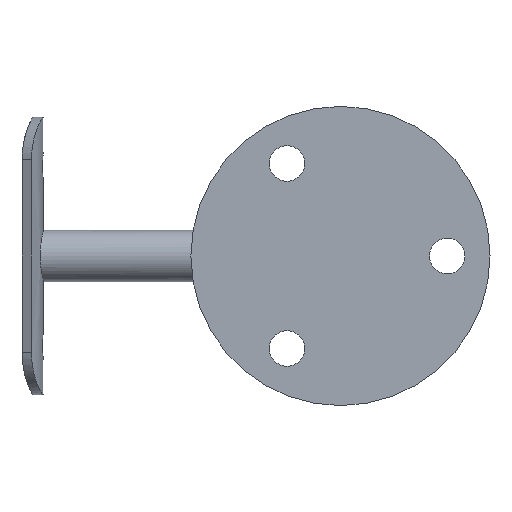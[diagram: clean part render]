
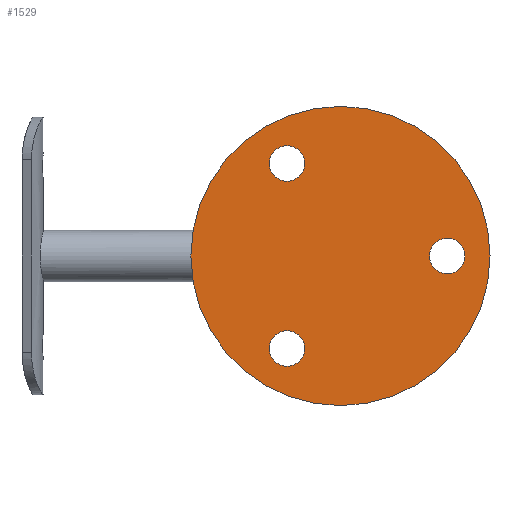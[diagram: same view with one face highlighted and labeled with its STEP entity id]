
A CAD part, left-side view. The second image highlights one B-rep face of the part: STEP entity #1529.
In plain terms, the highlighted planar face has unit normal (-1, 0, 0).
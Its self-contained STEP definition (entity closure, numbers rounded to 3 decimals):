
#26 = DIRECTION ( 'NONE',  ( 0., 0., -1. ) ) ;
#68 = DIRECTION ( 'NONE',  ( 1., 0., 0. ) ) ;
#127 = ORIENTED_EDGE ( 'NONE', *, *, #158, .F. ) ;
#145 = AXIS2_PLACEMENT_3D ( 'NONE', #1585, #313, #578 ) ;
#158 = EDGE_CURVE ( 'NONE', #1063, #1566, #1024, .T. ) ;
#171 = CIRCLE ( 'NONE', #973, 4.15 ) ;
#175 = CARTESIAN_POINT ( 'NONE',  ( 0., 0., 0. ) ) ;
#181 = VERTEX_POINT ( 'NONE', #646 ) ;
#187 = FACE_BOUND ( 'NONE', #528, .T. ) ;
#225 = CIRCLE ( 'NONE', #1535, 4.15 ) ;
#228 = DIRECTION ( 'NONE',  ( 0., 0., -1. ) ) ;
#252 = CARTESIAN_POINT ( 'NONE',  ( 0., 12.5, 17.501 ) ) ;
#256 = CARTESIAN_POINT ( 'NONE',  ( 0., 12.5, -17.501 ) ) ;
#282 = EDGE_CURVE ( 'NONE', #667, #181, #1376, .T. ) ;
#286 = CARTESIAN_POINT ( 'NONE',  ( 0., -25., 0. ) ) ;
#298 = ORIENTED_EDGE ( 'NONE', *, *, #282, .T. ) ;
#301 = CARTESIAN_POINT ( 'NONE',  ( 0., 12.5, -21.651 ) ) ;
#309 = ORIENTED_EDGE ( 'NONE', *, *, #475, .T. ) ;
#313 = DIRECTION ( 'NONE',  ( 1., 0., 0. ) ) ;
#319 = DIRECTION ( 'NONE',  ( 0., 0., -1. ) ) ;
#343 = CARTESIAN_POINT ( 'NONE',  ( 0., 0., 0. ) ) ;
#360 = AXIS2_PLACEMENT_3D ( 'NONE', #1130, #764, #1641 ) ;
#393 = DIRECTION ( 'NONE',  ( 0., 0., -1. ) ) ;
#425 = ORIENTED_EDGE ( 'NONE', *, *, #1179, .T. ) ;
#450 = CARTESIAN_POINT ( 'NONE',  ( 0., -25., -4.15 ) ) ;
#457 = AXIS2_PLACEMENT_3D ( 'NONE', #175, #68, #1476 ) ;
#459 = DIRECTION ( 'NONE',  ( 1., 0., 0. ) ) ;
#475 = EDGE_CURVE ( 'NONE', #1432, #1303, #225, .T. ) ;
#512 = AXIS2_PLACEMENT_3D ( 'NONE', #1608, #742, #875 ) ;
#528 = EDGE_LOOP ( 'NONE', ( #298, #1358 ) ) ;
#549 = ORIENTED_EDGE ( 'NONE', *, *, #1251, .F. ) ;
#578 = DIRECTION ( 'NONE',  ( 0., 0., -1. ) ) ;
#594 = CARTESIAN_POINT ( 'NONE',  ( 0., 12.5, -25.801 ) ) ;
#601 = CIRCLE ( 'NONE', #1538, 4.15 ) ;
#617 = AXIS2_PLACEMENT_3D ( 'NONE', #343, #1366, #1605 ) ;
#641 = CIRCLE ( 'NONE', #457, 35. ) ;
#646 = CARTESIAN_POINT ( 'NONE',  ( 0., 12.5, 25.801 ) ) ;
#667 = VERTEX_POINT ( 'NONE', #252 ) ;
#696 = EDGE_LOOP ( 'NONE', ( #733, #1594 ) ) ;
#711 = EDGE_CURVE ( 'NONE', #985, #1156, #1486, .T. ) ;
#733 = ORIENTED_EDGE ( 'NONE', *, *, #780, .T. ) ;
#742 = DIRECTION ( 'NONE',  ( 1., 0., 0. ) ) ;
#752 = CARTESIAN_POINT ( 'NONE',  ( 0., -25., 0. ) ) ;
#756 = AXIS2_PLACEMENT_3D ( 'NONE', #752, #1381, #228 ) ;
#764 = DIRECTION ( 'NONE',  ( 1., 0., 0. ) ) ;
#780 = EDGE_CURVE ( 'NONE', #1156, #985, #171, .T. ) ;
#856 = FACE_OUTER_BOUND ( 'NONE', #1563, .T. ) ;
#875 = DIRECTION ( 'NONE',  ( 0., 0., -1. ) ) ;
#882 = EDGE_CURVE ( 'NONE', #181, #667, #1002, .T. ) ;
#973 = AXIS2_PLACEMENT_3D ( 'NONE', #286, #1545, #393 ) ;
#975 = FACE_BOUND ( 'NONE', #1218, .T. ) ;
#985 = VERTEX_POINT ( 'NONE', #1556 ) ;
#1002 = CIRCLE ( 'NONE', #145, 4.15 ) ;
#1024 = CIRCLE ( 'NONE', #512, 35. ) ;
#1063 = VERTEX_POINT ( 'NONE', #1282 ) ;
#1130 = CARTESIAN_POINT ( 'NONE',  ( 0., 12.5, 21.651 ) ) ;
#1156 = VERTEX_POINT ( 'NONE', #450 ) ;
#1179 = EDGE_CURVE ( 'NONE', #1303, #1432, #601, .T. ) ;
#1211 = FACE_BOUND ( 'NONE', #696, .T. ) ;
#1218 = EDGE_LOOP ( 'NONE', ( #425, #309 ) ) ;
#1251 = EDGE_CURVE ( 'NONE', #1566, #1063, #641, .T. ) ;
#1270 = CARTESIAN_POINT ( 'NONE',  ( 0., 0., -35. ) ) ;
#1282 = CARTESIAN_POINT ( 'NONE',  ( 0., 0., 35. ) ) ;
#1303 = VERTEX_POINT ( 'NONE', #594 ) ;
#1306 = DIRECTION ( 'NONE',  ( 1., 0., 0. ) ) ;
#1358 = ORIENTED_EDGE ( 'NONE', *, *, #882, .T. ) ;
#1366 = DIRECTION ( 'NONE',  ( 1., 0., 0. ) ) ;
#1376 = CIRCLE ( 'NONE', #360, 4.15 ) ;
#1381 = DIRECTION ( 'NONE',  ( 1., 0., 0. ) ) ;
#1432 = VERTEX_POINT ( 'NONE', #256 ) ;
#1476 = DIRECTION ( 'NONE',  ( 0., 0., -1. ) ) ;
#1486 = CIRCLE ( 'NONE', #756, 4.15 ) ;
#1492 = PLANE ( 'NONE',  #617 ) ;
#1529 = ADVANCED_FACE ( 'NONE', ( #975, #187, #1211, #856 ), #1492, .F. ) ;
#1535 = AXIS2_PLACEMENT_3D ( 'NONE', #1578, #1306, #26 ) ;
#1538 = AXIS2_PLACEMENT_3D ( 'NONE', #301, #459, #319 ) ;
#1545 = DIRECTION ( 'NONE',  ( 1., 0., 0. ) ) ;
#1556 = CARTESIAN_POINT ( 'NONE',  ( 0., -25., 4.15 ) ) ;
#1563 = EDGE_LOOP ( 'NONE', ( #127, #549 ) ) ;
#1566 = VERTEX_POINT ( 'NONE', #1270 ) ;
#1578 = CARTESIAN_POINT ( 'NONE',  ( 0., 12.5, -21.651 ) ) ;
#1585 = CARTESIAN_POINT ( 'NONE',  ( 0., 12.5, 21.651 ) ) ;
#1594 = ORIENTED_EDGE ( 'NONE', *, *, #711, .T. ) ;
#1605 = DIRECTION ( 'NONE',  ( 0., 0., -1. ) ) ;
#1608 = CARTESIAN_POINT ( 'NONE',  ( 0., 0., 0. ) ) ;
#1641 = DIRECTION ( 'NONE',  ( 0., 0., -1. ) ) ;
